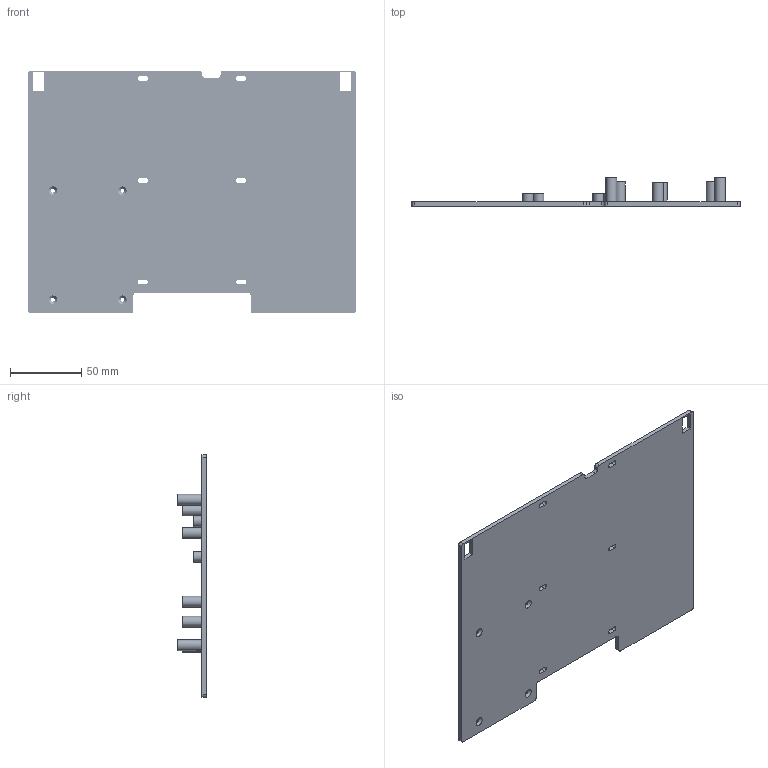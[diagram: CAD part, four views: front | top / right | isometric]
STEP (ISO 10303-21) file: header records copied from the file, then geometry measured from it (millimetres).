
FILE_DESCRIPTION(/* description */ (''),/* implementation_level */ '2;1');
FILE_NAME(/* name */ 'Mid_Panel.step',/* time_stamp */ '2020-11-22T17:08:31+01:00',/* author */ (''),/* organization */ (''),/* preprocessor_version */ 'ST-DEVELOPER v18.1',/* originating_system */ 'Autodesk Translation Framework v9.3.0.1241',/* authorisation */ '');
FILE_SCHEMA (('AUTOMOTIVE_DESIGN { 1 0 10303 214 3 1 1 }'));
Products named in the file (15): Mid_Panel; Mid Panel new (1); Insert M3x5.8mm 1 (1) (1); Insert M3x5.8mm 2 (1) (1); Insert M3x5.8mm 3 (1) (1); Insert M3x5.8mm 4 (1) (1); Insert M3x5.8mm 5 (1) (1); Insert M3x5.8mm 6 (1) (1); Insert M3x5.8mm 7 (1) (1); Insert M3x5.8mm 8 (1) (1); Insert M3x5.8mm 9 (1) (1); Insert M3x5.8mm 10 (1); Insert M3x5.8mm 11 (1); Insert M3x5.8mm 12 (1); Insert M3x5.8mm 13 (1)
Assembly tree (14 placements, depth 2):
  Mid_Panel
    Mid Panel new (1)
    Insert M3x5.8mm 1 (1) (1)
    Insert M3x5.8mm 2 (1) (1)
    Insert M3x5.8mm 3 (1) (1)
    Insert M3x5.8mm 4 (1) (1)
    Insert M3x5.8mm 5 (1) (1)
    Insert M3x5.8mm 6 (1) (1)
    Insert M3x5.8mm 7 (1) (1)
    Insert M3x5.8mm 8 (1) (1)
    Insert M3x5.8mm 9 (1) (1)
    Insert M3x5.8mm 10 (1)
    Insert M3x5.8mm 11 (1)
    Insert M3x5.8mm 12 (1)
    Insert M3x5.8mm 13 (1)
Bounding box: 230 x 20 x 170 mm (x, y, z)
Volume: 119059.4 mm3; surface area: 85815.1 mm2
Topology: 14 solids, 14 shells, 2462 faces, 6769 edges, 4491 vertices
Faces by surface type: bspline 1170, cylinder 691, plane 415, cone 186
Full cylindrical faces by diameter (mm): 2.529 x78, 2.6 x4, 3.086 x39, 3.6 x13, 4 x13, 4.2 x13, 7.6 x13
Entity records: 121527 total; most frequent: CARTESIAN_POINT 67649, ORIENTED_EDGE 13538, DIRECTION 7278, EDGE_CURVE 6769, VERTEX_POINT 4491, B_SPLINE_CURVE_WITH_KNOTS 3744, AXIS2_PLACEMENT_3D 2932, EDGE_LOOP 2668
